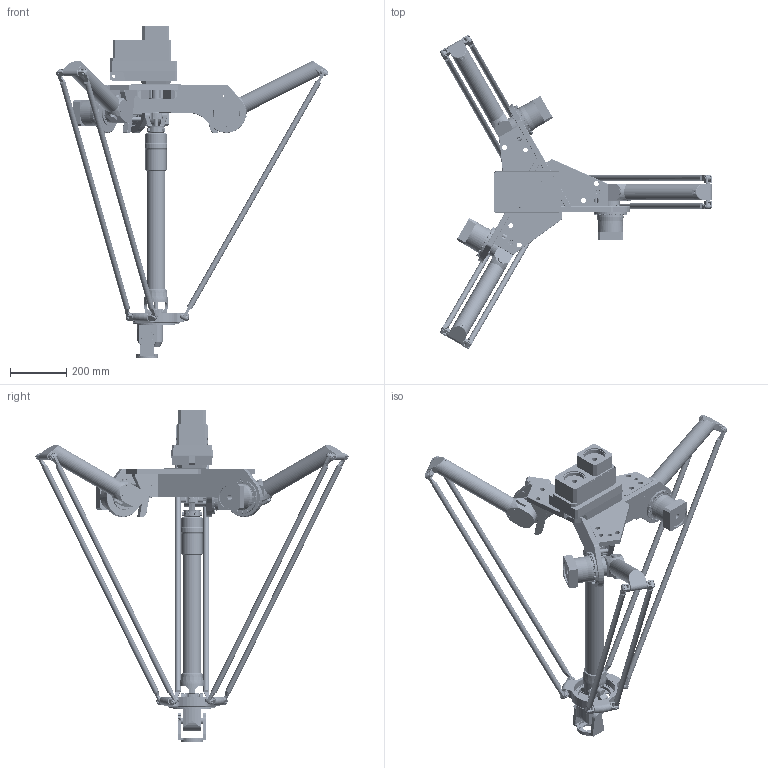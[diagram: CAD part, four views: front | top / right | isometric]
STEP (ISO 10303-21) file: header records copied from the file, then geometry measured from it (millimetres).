
FILE_DESCRIPTION(/* description */ (''),/* implementation_level */ '2;1');
FILE_NAME(/* name */ '3D-model_A_00801-01.stp',/* time_stamp */ '2022-02-18T15:03:36+01:00',/* author */ ('michael.schutter'),/* organization */ ('Majatronic'),/* preprocessor_version */ 'ST-DEVELOPER v16.5',/* originating_system */ 'Autodesk Inventor 2017',/* authorisation */ '');
FILE_SCHEMA (('AUTOMOTIVE_DESIGN { 1 0 10303 214 3 1 1 }'));
Length unit declared in the file: millimetre
Products named in the file (15): MT_BGR00020599MT_BGR; MT_BGR00018537MT_BGR; MT_WST00057437MT_WST; MT_WST00057396MT_WST; MT_WST00065019MT_WST; MT_WST00031698MT_WST; MT_WST00054992MT_WST; MT_WST00045206MT_WST; MT_WST00058088MT_WST; MT_WST00106842; MT_WST00057403MT_WST; MT_WST00057401MT_WST; MT_WST00065017MT_WST; MT_WST00065018MT_WST; MT_WST00065726MT_WST
Assembly tree (29 placements, depth 3):
  MT_BGR00020599MT_BGR
    MT_BGR00018537MT_BGR
      MT_WST00057437MT_WST
      MT_WST00057396MT_WST  x3
    MT_WST00065019MT_WST
    MT_WST00031698MT_WST  x3
    MT_WST00054992MT_WST  x6
    MT_WST00045206MT_WST  x6
    MT_WST00058088MT_WST
    MT_WST00106842  x2
    MT_WST00057403MT_WST
    MT_WST00057401MT_WST
    MT_WST00065017MT_WST
    MT_WST00065018MT_WST
    MT_WST00065726MT_WST
Bounding box: 966.09 x 1112.38 x 1179 mm (x, y, z)
Volume: 21779949.2 mm3; surface area: 2257736 mm2
Topology: 28 solids, 43 shells, 3995 faces, 9137 edges, 5722 vertices
Faces by surface type: plane 2174, cylinder 1163, cone 378, torus 135, bspline 129, sphere 16
Full cylindrical faces by diameter (mm): 2 x1, 3 x2, 3.459 x12, 4 x3, 4.917 x15, 5 x50, 6 x75, 6.647 x3, 7 x10, 8 x38, 8.5 x98, 10 x50, 11 x1, 12 x22, 15 x4, 16 x28, 17.5 x9, 18 x32, 19 x5, 20 x30, 27 x2, 28 x1, 31.5 x3, 35 x3, 40 x2, 45 x1, 50 x1, 60 x4, 63 x6, 67 x4
Entity records: 81528 total; most frequent: CARTESIAN_POINT 22558, DIRECTION 12149, ORIENTED_EDGE 11112, EDGE_CURVE 5556, AXIS2_PLACEMENT_3D 4427, VERTEX_POINT 3724, EDGE_LOOP 3366, LINE 3295
